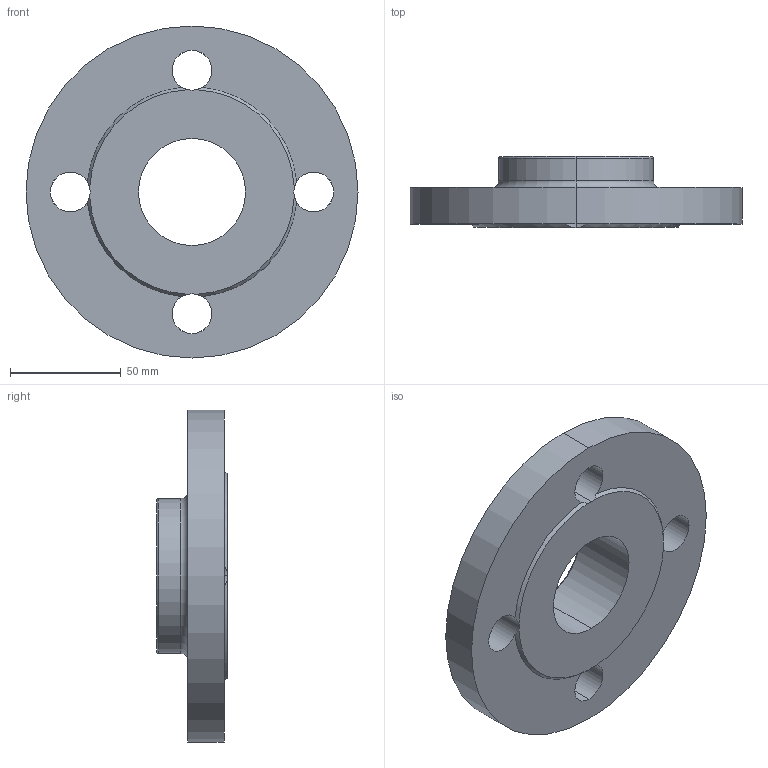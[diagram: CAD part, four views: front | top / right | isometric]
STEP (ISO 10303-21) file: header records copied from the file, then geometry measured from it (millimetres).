
FILE_DESCRIPTION (( 'STEP AP203' ), '1' );
FILE_NAME ('3D_R193_PN10-40_DN40_176624240_176624670.STEP', '2024-07-09T16:18:04', ( '' ), ( '' ), 'SwSTEP 2.0', 'SolidWorks 2024', '' );
FILE_SCHEMA (( 'CONFIG_CONTROL_DESIGN' ));
Length unit declared in the file: millimetre
Products named in the file (1): 3D_R193_PN10-40_DN40_176624240_176624670
Bounding box: 150 x 32 x 150 mm (x, y, z)
Volume: 280666.1 mm3; surface area: 48852.6 mm2
Topology: 1 solids, 1 shells, 28 faces, 78 edges, 50 vertices
Faces by surface type: cylinder 14, cone 6, torus 4, plane 4
Entity records: 1049 total; most frequent: CARTESIAN_POINT 197, DIRECTION 182, ORIENTED_EDGE 156, AXIS2_PLACEMENT_3D 83, EDGE_CURVE 78, CIRCLE 54, VERTEX_POINT 50, EDGE_LOOP 36
